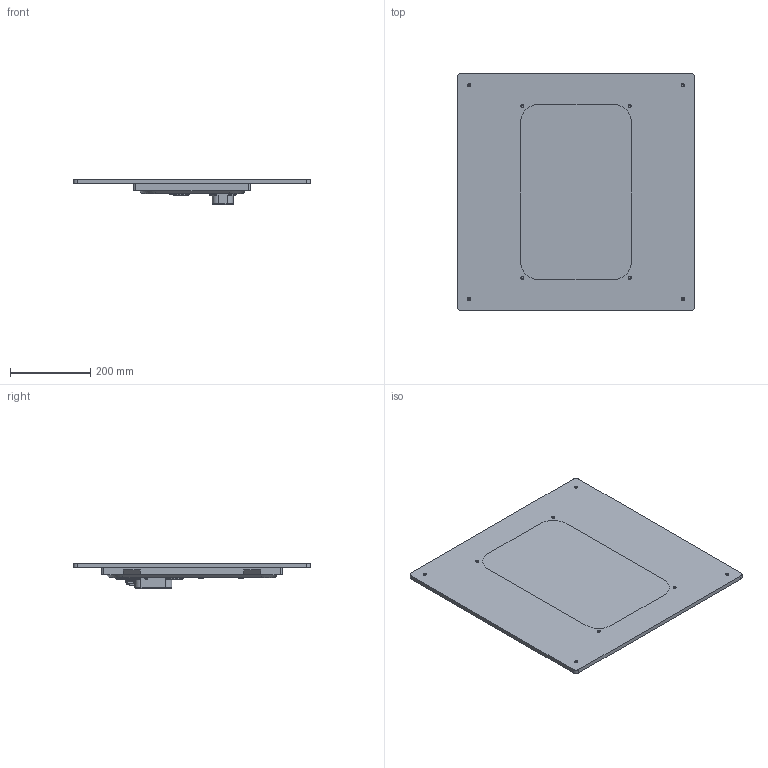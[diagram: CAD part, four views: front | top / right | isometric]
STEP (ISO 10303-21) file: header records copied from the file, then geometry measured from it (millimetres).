
FILE_DESCRIPTION (( 'STEP AP203' ), '1' );
FILE_NAME ('MISTI TR.STEP', '2024-08-14T09:37:44', ( '' ), ( '' ), 'SwSTEP 2.0', 'SolidWorks 2024', '' );
FILE_SCHEMA (( 'CONFIG_CONTROL_DESIGN' ));
Length unit declared in the file: millimetre
Products named in the file (17): трансформатор; prevailing torque nut style 1 insert_din_DIN EN ISO 7040 - M4 - N; корпус мембраны; hex tapping screws_iso_Tapping Screw ISO 14585 - ST3.5 x 9.5-C-N; задник; резьбовая вставка; Бокс Транса; MISTI TR; Адаптер; резьбовая заклепка; Клеммник; винт мебельный 6_25; 1Экс Низ.; socket countersunk head screw_din_DIN 7991 - M4 x 10 --- 5.6N; мембрана; hex socket head screws_iso_ISO 14586 - ST3.5 x 22-C-N; кольцо стеклотекст
Assembly tree (47 placements, depth 2):
  MISTI TR
    задник
    корпус мембраны
    мембрана
    1Экс Низ.
    резьбовая заклепка  x4
    hex tapping screws_iso_Tapping Screw ISO 14585 - ST3.5 x 9.5-C-N  x14
    кольцо стеклотекст
    hex socket head screws_iso_ISO 14586 - ST3.5 x 22-C-N  x4
    резьбовая вставка  x8
    винт мебельный 6_25  x4
    Клеммник
    Бокс Транса
    трансформатор
    socket countersunk head screw_din_DIN 7991 - M4 x 10 --- 5.6N  x2
    prevailing torque nut style 1 insert_din_DIN EN ISO 7040 - M4 - N  x2
    Адаптер
Bounding box: 590 x 590 x 64.4 mm (x, y, z)
Volume: 3864911.5 mm3; surface area: 1349546.9 mm2
Topology: 48 solids, 49 shells, 2124 faces, 5005 edges, 3057 vertices
Faces by surface type: plane 920, cylinder 739, cone 291, torus 110, bspline 36, sphere 28
Entity records: 45883 total; most frequent: DIRECTION 7922, CARTESIAN_POINT 7592, ORIENTED_EDGE 7122, EDGE_CURVE 3561, AXIS2_PLACEMENT_3D 2946, VERTEX_POINT 2250, VECTOR 2030, LINE 2030
